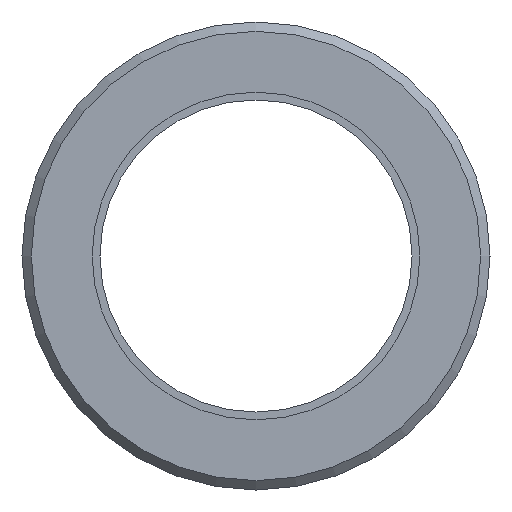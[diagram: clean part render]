
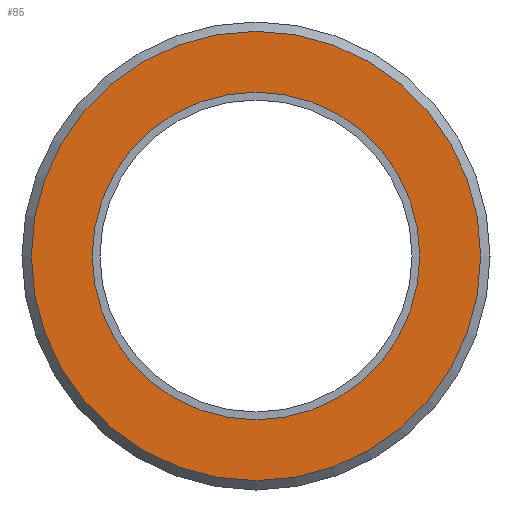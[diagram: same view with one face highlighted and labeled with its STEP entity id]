
A CAD part, left-side view. The second image highlights one B-rep face of the part: STEP entity #85.
In plain terms, the highlighted face is planar.
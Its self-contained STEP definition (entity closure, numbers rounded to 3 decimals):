
#85 = ADVANCED_FACE( '', ( #176, #177 ), #178, .T. );
#176 = FACE_OUTER_BOUND( '', #278, .T. );
#177 = FACE_BOUND( '', #279, .T. );
#178 = PLANE( '', #280 );
#278 = EDGE_LOOP( '', ( #384 ) );
#279 = EDGE_LOOP( '', ( #385 ) );
#280 = AXIS2_PLACEMENT_3D( '', #386, #387, #388 );
#384 = ORIENTED_EDGE( '', *, *, #491, .T. );
#385 = ORIENTED_EDGE( '', *, *, #492, .F. );
#386 = CARTESIAN_POINT( '', ( 192., 26.25, 0. ) );
#387 = DIRECTION( '', ( 1., 0., 0. ) );
#388 = DIRECTION( '', ( 0., 0., -1. ) );
#491 = EDGE_CURVE( '', #549, #549, #550, .T. );
#492 = EDGE_CURVE( '', #551, #551, #552, .T. );
#549 = VERTEX_POINT( '', #615 );
#550 = CIRCLE( '', #616, 36. );
#551 = VERTEX_POINT( '', #617 );
#552 = CIRCLE( '', #618, 26.25 );
#615 = CARTESIAN_POINT( '', ( 192., 0., -36. ) );
#616 = AXIS2_PLACEMENT_3D( '', #686, #687, #688 );
#617 = CARTESIAN_POINT( '', ( 192., 0., -26.25 ) );
#618 = AXIS2_PLACEMENT_3D( '', #689, #690, #691 );
#686 = CARTESIAN_POINT( '', ( 192., 0., 0. ) );
#687 = DIRECTION( '', ( 1., 0., 0. ) );
#688 = DIRECTION( '', ( 0., 0., -1. ) );
#689 = CARTESIAN_POINT( '', ( 192., 0., 0. ) );
#690 = DIRECTION( '', ( 1., 0., 0. ) );
#691 = DIRECTION( '', ( 0., 0., -1. ) );
